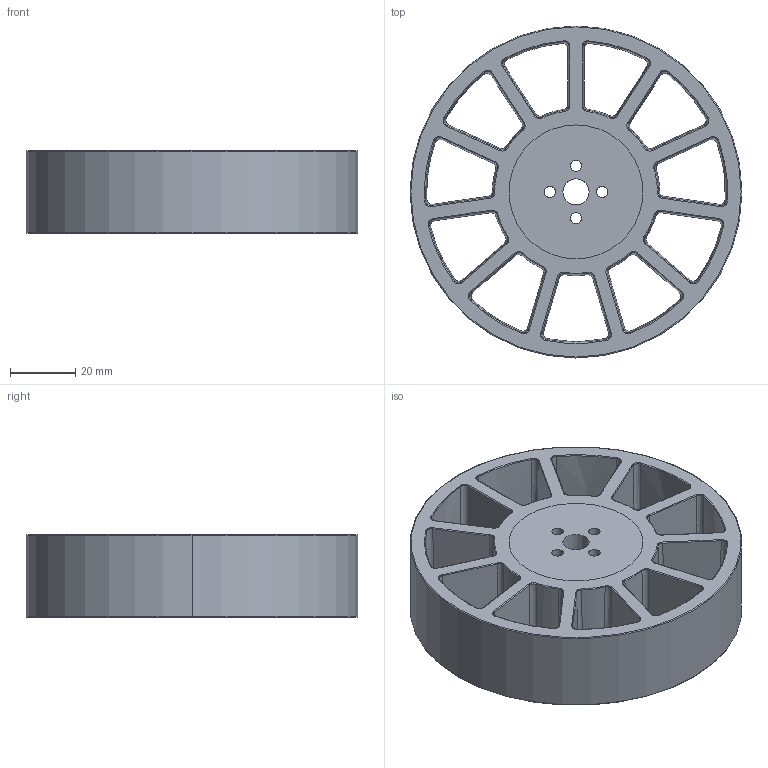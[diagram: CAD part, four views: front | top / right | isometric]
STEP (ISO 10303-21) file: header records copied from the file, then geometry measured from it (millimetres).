
FILE_DESCRIPTION (( 'STEP AP203' ), '1' );
FILE_NAME ('am-3563 4IN Compliant Wheel 8mm Nub Bore.STEP', '2024-09-20T13:24:07', ( '' ), ( '' ), 'SwSTEP 2.0', 'SolidWorks 2024', '' );
FILE_SCHEMA (( 'CONFIG_CONTROL_DESIGN' ));
Length unit declared in the file: millimetre
Products named in the file (3): 2in Wheel Intergrated 8mm Hub; am-3563 4IN Compliant Wheel 8mm Nub Bore; 4IN Compliant Wheel FINAL Overmold
Assembly tree (2 placements, depth 2):
  am-3563 4IN Compliant Wheel 8mm Nub Bore
    4IN Compliant Wheel FINAL Overmold
    2in Wheel Intergrated 8mm Hub
Bounding box: 101.6 x 101.6 x 25.4 mm (x, y, z)
Volume: 105423.8 mm3; surface area: 48674.5 mm2
Topology: 2 solids, 2 shells, 464 faces, 1089 edges, 630 vertices
Faces by surface type: bspline 204, torus 89, cylinder 78, plane 51, cone 42
Entity records: 20997 total; most frequent: CARTESIAN_POINT 11323, ORIENTED_EDGE 2178, DIRECTION 1724, EDGE_CURVE 1089, AXIS2_PLACEMENT_3D 779, VERTEX_POINT 630, CIRCLE 514, EDGE_LOOP 499
